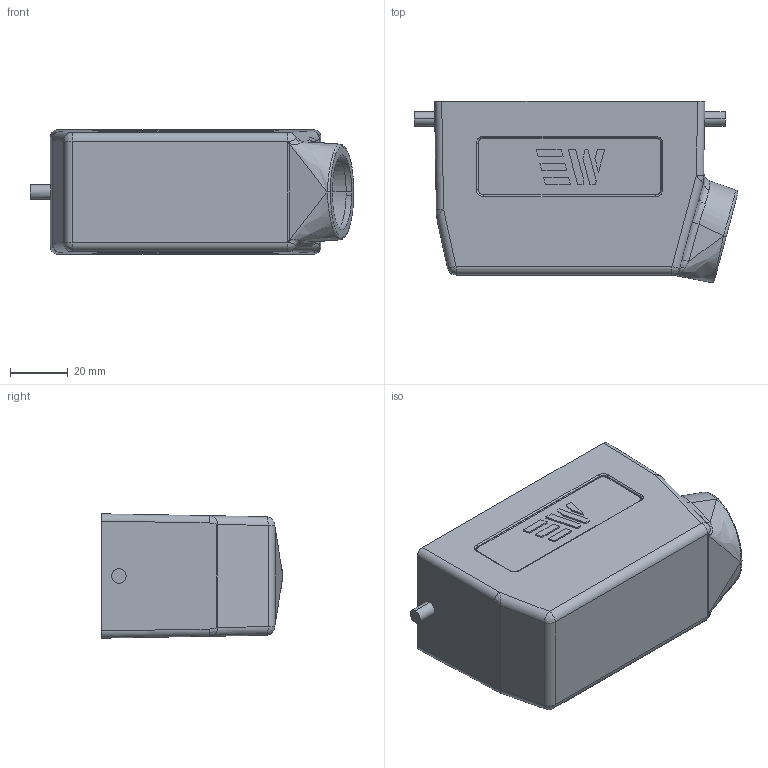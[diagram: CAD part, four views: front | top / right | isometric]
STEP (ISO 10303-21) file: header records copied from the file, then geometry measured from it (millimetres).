
FILE_DESCRIPTION (( 'STEP AP203' ), '1' );
FILE_NAME ('293632905.step', '2025-02-12T17:54:08', ( '' ), ( '' ), 'SwSTEP 2.0', 'SolidWorks 2024', '' );
FILE_SCHEMA (( 'CONFIG_CONTROL_DESIGN' ));
Length unit declared in the file: inch
Products named in the file (1): 293632905
Bounding box: 111.89 x 62.62 x 43 mm (x, y, z)
Volume: 60448.9 mm3; surface area: 38451.1 mm2
Topology: 1 solids, 1 shells, 245 faces, 584 edges, 359 vertices
Faces by surface type: plane 122, bspline 62, cylinder 61
Entity records: 10518 total; most frequent: CARTESIAN_POINT 5223, ORIENTED_EDGE 1164, DIRECTION 926, EDGE_CURVE 582, VERTEX_POINT 359, VECTOR 346, LINE 346, AXIS2_PLACEMENT_3D 290
